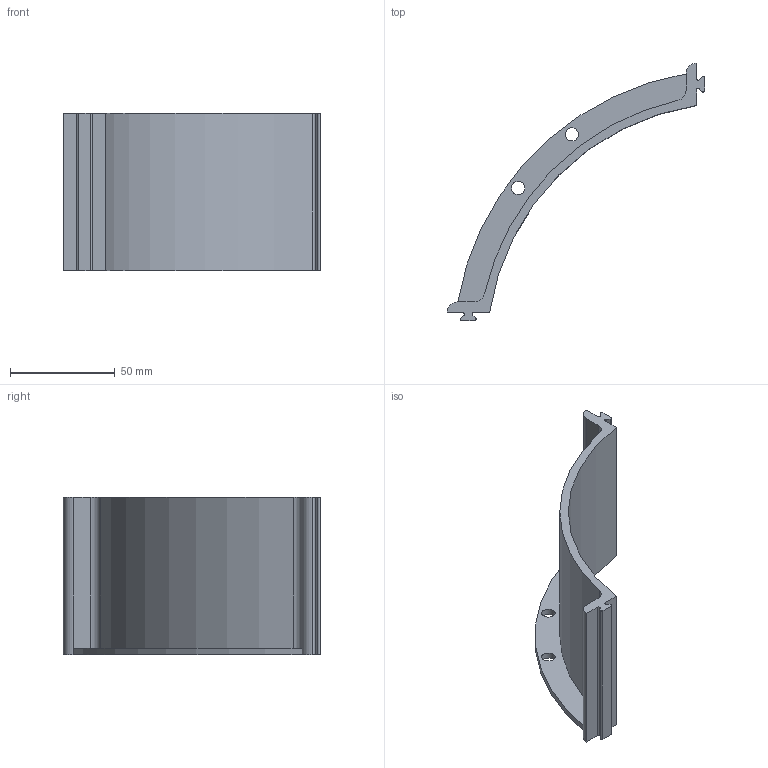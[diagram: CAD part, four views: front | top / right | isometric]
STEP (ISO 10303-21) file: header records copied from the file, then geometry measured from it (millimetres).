
FILE_DESCRIPTION(('FreeCAD Model'),'2;1');
FILE_NAME('Open CASCADE Shape Model','2025-05-05T18:15:32',(''),(''), 'Open CASCADE STEP processor 7.8','FreeCAD','Unknown');
FILE_SCHEMA(('AUTOMOTIVE_DESIGN { 1 0 10303 214 1 1 1 1 }'));
Length unit declared in the file: millimetre
Products named in the file (1): SensorHarnessArcTie
Bounding box: 122.85 x 122.85 x 75 mm (x, y, z)
Volume: 66449.3 mm3; surface area: 34915.3 mm2
Topology: 1 solids, 1 shells, 34 faces, 98 edges, 66 vertices
Faces by surface type: plane 17, cylinder 17
Full cylindrical faces by diameter (mm): 6.35 x2
Entity records: 1165 total; most frequent: DIRECTION 205, CARTESIAN_POINT 199, ORIENTED_EDGE 196, EDGE_CURVE 98, AXIS2_PLACEMENT_3D 72, VERTEX_POINT 66, LINE 61, VECTOR 61
